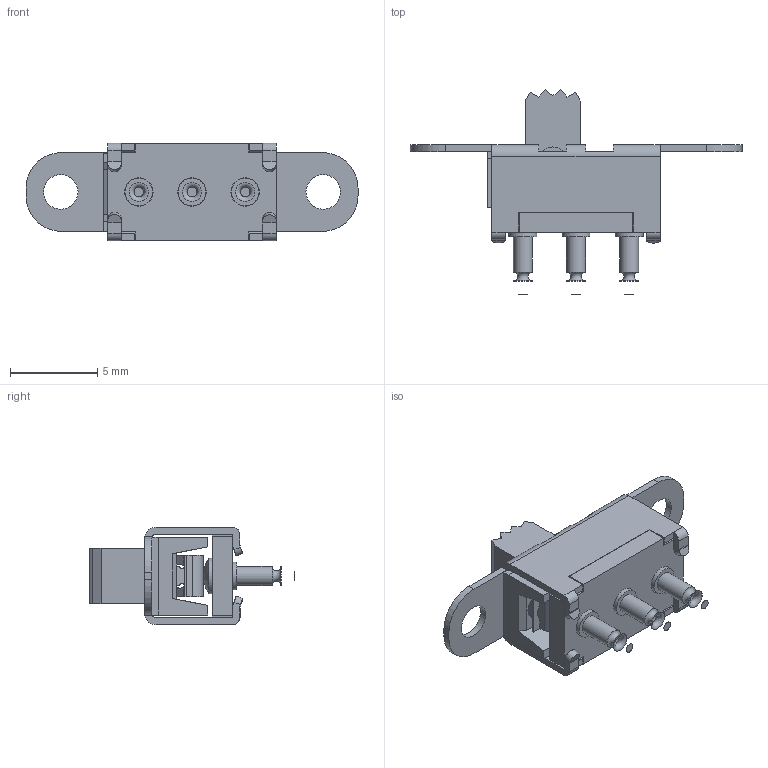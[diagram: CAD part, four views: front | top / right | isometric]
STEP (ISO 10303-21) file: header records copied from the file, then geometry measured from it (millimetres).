
FILE_DESCRIPTION(/* description */ (''),/* implementation_level */ '2;1');
FILE_NAME(/* name */ 'GS-115-0000 Model.stp',/* time_stamp */ '2023-11-03T14:05:57-04:00',/* author */ ('dwiltbank'),/* organization */ (''),/* preprocessor_version */ 'ST-DEVELOPER v19.2',/* originating_system */ 'Autodesk Inventor 2024',/* authorisation */ '');
FILE_SCHEMA (('AUTOMOTIVE_DESIGN { 1 0 10303 214 3 1 1 }'));
Length unit declared in the file: inch
Products named in the file (1): GS-115-0000_Simplify_1
Bounding box: 19.05 x 11.75 x 5.59 mm (x, y, z)
Volume: 225.7 mm3; surface area: 804.5 mm2
Topology: 1 solids, 1 shells, 287 faces, 867 edges, 570 vertices
Faces by surface type: plane 198, cylinder 80, cone 3, torus 3, sphere 3
Full cylindrical faces by diameter (mm): 1.092 x6, 1.524 x2, 1.6 x3, 1.626 x3, 1.981 x2, 2.032 x3
Entity records: 10190 total; most frequent: CARTESIAN_POINT 1781, ORIENTED_EDGE 1734, DIRECTION 1646, EDGE_CURVE 867, LINE 648, VECTOR 648, VERTEX_POINT 570, AXIS2_PLACEMENT_3D 499
